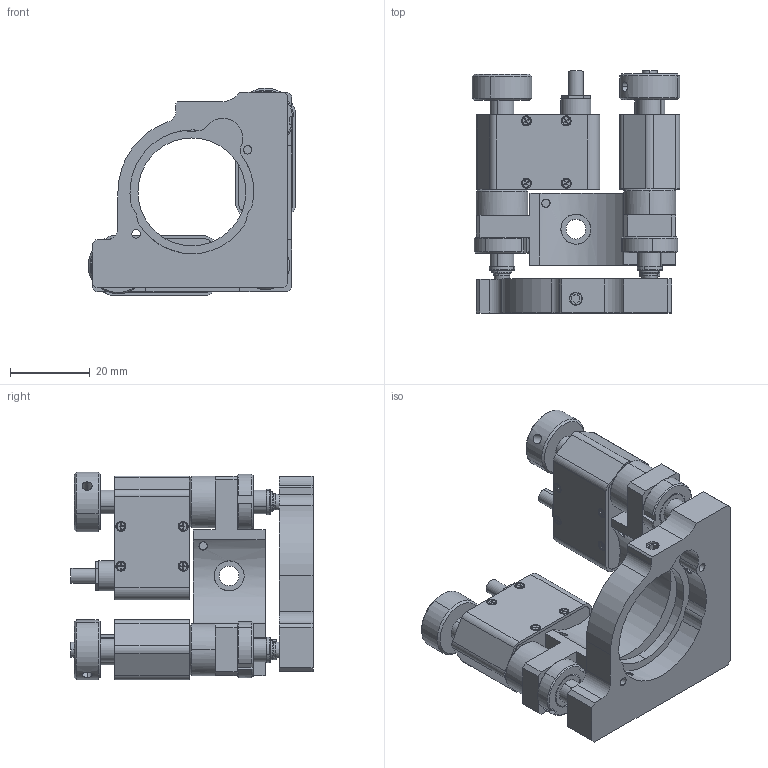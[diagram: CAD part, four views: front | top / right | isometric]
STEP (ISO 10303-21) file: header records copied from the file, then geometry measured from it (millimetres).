
FILE_DESCRIPTION (( 'STEP AP203' ), '1' );
FILE_NAME ('20240814_MHG-MP30-NL+PAM(Temp).STEP', '2024-08-14T05:36:40', ( '' ), ( '' ), 'SwSTEP 2.0', 'SolidWorks 2013', '' );
FILE_SCHEMA (( 'CONFIG_CONTROL_DESIGN' ));
Length unit declared in the file: millimetre
Products named in the file (6): 固定ナットM9.5; 20230426-D2　MHG-MP30-NL; PAM6-13R-C_Temp_蹬怮椔; PAM6-13CR_蹬怮椔; 僱僕ASSEM-50mm_棉太倌; 20240814_MHG-MP30-NL+PAM(Temp)
Assembly tree (7 placements, depth 3):
  20240814_MHG-MP30-NL+PAM(Temp)
    20230426-D2　MHG-MP30-NL
    固定ナットM9.5  x2
    PAM6-13R-C_Temp_蹬怮椔  x2
      PAM6-13CR_蹬怮椔
      僱僕ASSEM-50mm_棉太倌
Bounding box: 52.04 x 60.6 x 52.04 mm (x, y, z)
Volume: 22738.1 mm3; surface area: 27634.2 mm2
Topology: 11 solids, 51 shells, 790 faces, 2049 edges, 1317 vertices
Faces by surface type: plane 386, cylinder 252, cone 146, bspline 6
Entity records: 18467 total; most frequent: CARTESIAN_POINT 5029, DIRECTION 2632, ORIENTED_EDGE 2570, EDGE_CURVE 1344, AXIS2_PLACEMENT_3D 968, VERTEX_POINT 875, LINE 696, VECTOR 696
